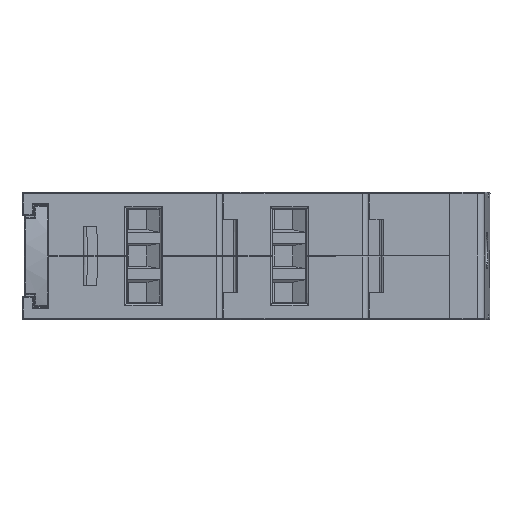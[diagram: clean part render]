
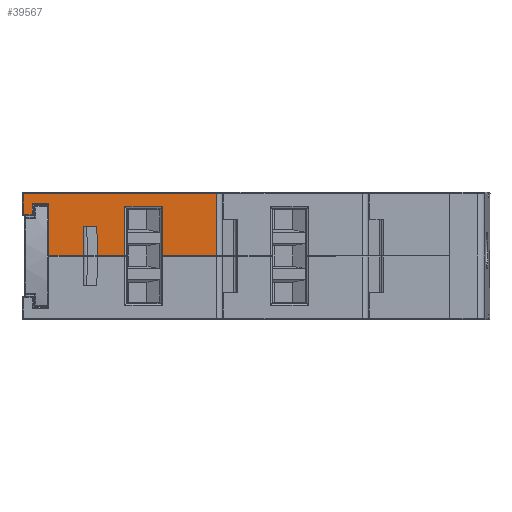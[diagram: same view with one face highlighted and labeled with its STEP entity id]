
A CAD part, front view. The second image highlights one B-rep face of the part: STEP entity #39567.
In plain terms, the highlighted planar face has unit normal (0, -1, 0).
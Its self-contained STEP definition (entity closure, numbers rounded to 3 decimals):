
#294 = ORIENTED_EDGE ( 'NONE', *, *, #86486, .T. ) ;
#717 = VECTOR ( 'NONE', #10219, 1000. ) ;
#2697 = ORIENTED_EDGE ( 'NONE', *, *, #74066, .T. ) ;
#3604 = LINE ( 'NONE', #32681, #109725 ) ;
#6169 = CARTESIAN_POINT ( 'NONE',  ( 14.156, -58.236, -0.725 ) ) ;
#6288 = VERTEX_POINT ( 'NONE', #71653 ) ;
#7454 = VECTOR ( 'NONE', #53862, 1000. ) ;
#8306 = DIRECTION ( 'NONE',  ( 1., 0., 0. ) ) ;
#8448 = CARTESIAN_POINT ( 'NONE',  ( 20.698, -58.236, 7.874 ) ) ;
#8855 = LINE ( 'NONE', #33168, #23670 ) ;
#10182 = DIRECTION ( 'NONE',  ( -1., 0., 0. ) ) ;
#10219 = DIRECTION ( 'NONE',  ( 0., 0., 1. ) ) ;
#10539 = VECTOR ( 'NONE', #74069, 1000. ) ;
#11411 = VERTEX_POINT ( 'NONE', #58576 ) ;
#13306 = VECTOR ( 'NONE', #84867, 1000. ) ;
#13653 = EDGE_CURVE ( 'NONE', #47096, #78284, #28336, .T. ) ;
#14355 = CARTESIAN_POINT ( 'NONE',  ( 18.916, -58.236, 8.191 ) ) ;
#15114 = CARTESIAN_POINT ( 'NONE',  ( 14.156, -58.236, 6.475 ) ) ;
#17440 = CARTESIAN_POINT ( 'NONE',  ( 37.956, -58.236, -0.725 ) ) ;
#17480 = VECTOR ( 'NONE', #19958, 1000. ) ;
#18536 = EDGE_CURVE ( 'NONE', #6288, #39084, #27639, .T. ) ;
#18961 = CARTESIAN_POINT ( 'NONE',  ( 37.156, -58.236, 8.025 ) ) ;
#19958 = DIRECTION ( 'NONE',  ( 1., 0., 0. ) ) ;
#20311 = ORIENTED_EDGE ( 'NONE', *, *, #82094, .T. ) ;
#23670 = VECTOR ( 'NONE', #8306, 1000. ) ;
#23704 = VERTEX_POINT ( 'NONE', #56693 ) ;
#23917 = LINE ( 'NONE', #8448, #81746 ) ;
#24316 = VERTEX_POINT ( 'NONE', #15114 ) ;
#24836 = DIRECTION ( 'NONE',  ( 0., 0., -1. ) ) ;
#25419 = LINE ( 'NONE', #67122, #13306 ) ;
#25558 = CARTESIAN_POINT ( 'NONE',  ( 18.838, -58.236, -0.725 ) ) ;
#25996 = CARTESIAN_POINT ( 'NONE',  ( 10.656, -58.236, 8.025 ) ) ;
#26712 = DIRECTION ( 'NONE',  ( 1., 0., 0. ) ) ;
#27560 = CARTESIAN_POINT ( 'NONE',  ( 11.856, -58.236, 8.025 ) ) ;
#27639 = LINE ( 'NONE', #42251, #108171 ) ;
#28336 = LINE ( 'NONE', #17440, #56514 ) ;
#29703 = CARTESIAN_POINT ( 'NONE',  ( 18.873, -58.236, 3.275 ) ) ;
#29913 = DIRECTION ( 'NONE',  ( -1., 0., 0. ) ) ;
#30459 = ORIENTED_EDGE ( 'NONE', *, *, #71275, .T. ) ;
#30549 = LINE ( 'NONE', #52569, #60138 ) ;
#32232 = ORIENTED_EDGE ( 'NONE', *, *, #94698, .T. ) ;
#32346 = VECTOR ( 'NONE', #107075, 1000. ) ;
#32681 = CARTESIAN_POINT ( 'NONE',  ( 37.956, -58.236, 6.475 ) ) ;
#33168 = CARTESIAN_POINT ( 'NONE',  ( 37.956, -58.236, -0.725 ) ) ;
#34190 = LINE ( 'NONE', #25996, #77155 ) ;
#34454 = CARTESIAN_POINT ( 'NONE',  ( 37.956, -58.236, 7.825 ) ) ;
#34558 = VERTEX_POINT ( 'NONE', #107364 ) ;
#34923 = ORIENTED_EDGE ( 'NONE', *, *, #13653, .T. ) ;
#35751 = VERTEX_POINT ( 'NONE', #64117 ) ;
#36857 = CARTESIAN_POINT ( 'NONE',  ( 24.572, -58.236, 6.008 ) ) ;
#38612 = CARTESIAN_POINT ( 'NONE',  ( 37.956, -58.236, 3.275 ) ) ;
#39084 = VERTEX_POINT ( 'NONE', #98206 ) ;
#39567 = ADVANCED_FACE ( 'NONE', ( #98085 ), #68059, .F. ) ;
#40283 = CARTESIAN_POINT ( 'NONE',  ( 37.156, -58.236, -0.725 ) ) ;
#42251 = CARTESIAN_POINT ( 'NONE',  ( 37.956, -58.236, 4.975 ) ) ;
#43600 = LINE ( 'NONE', #34454, #79231 ) ;
#45076 = EDGE_CURVE ( 'NONE', #100260, #100322, #49790, .T. ) ;
#45790 = LINE ( 'NONE', #51497, #17480 ) ;
#46755 = ORIENTED_EDGE ( 'NONE', *, *, #52716, .F. ) ;
#46957 = AXIS2_PLACEMENT_3D ( 'NONE', #62048, #95883, #10182 ) ;
#47096 = VERTEX_POINT ( 'NONE', #6169 ) ;
#49790 = LINE ( 'NONE', #71409, #32346 ) ;
#50793 = DIRECTION ( 'NONE',  ( 1., 0., 0. ) ) ;
#51497 = CARTESIAN_POINT ( 'NONE',  ( 37.956, -58.236, -0.725 ) ) ;
#51662 = DIRECTION ( 'NONE',  ( -0.009, 0., 1. ) ) ;
#52569 = CARTESIAN_POINT ( 'NONE',  ( 37.956, -58.236, 6.008 ) ) ;
#52716 = EDGE_CURVE ( 'NONE', #91860, #78284, #58947, .T. ) ;
#53862 = DIRECTION ( 'NONE',  ( 0., 0., 1. ) ) ;
#56514 = VECTOR ( 'NONE', #77554, 1000. ) ;
#56693 = CARTESIAN_POINT ( 'NONE',  ( 20.738, -58.236, 3.275 ) ) ;
#58576 = CARTESIAN_POINT ( 'NONE',  ( 29.739, -58.236, 6.008 ) ) ;
#58947 = LINE ( 'NONE', #14355, #10539 ) ;
#59511 = EDGE_CURVE ( 'NONE', #11411, #35751, #25419, .T. ) ;
#60138 = VECTOR ( 'NONE', #26712, 1000. ) ;
#62048 = CARTESIAN_POINT ( 'NONE',  ( 37.956, -58.236, 8.025 ) ) ;
#64117 = CARTESIAN_POINT ( 'NONE',  ( 29.739, -58.236, -0.725 ) ) ;
#64885 = EDGE_CURVE ( 'NONE', #34558, #100260, #8855, .T. ) ;
#65366 = LINE ( 'NONE', #38612, #76108 ) ;
#66014 = ORIENTED_EDGE ( 'NONE', *, *, #18536, .T. ) ;
#67122 = CARTESIAN_POINT ( 'NONE',  ( 29.739, -58.236, 8.025 ) ) ;
#67217 = DIRECTION ( 'NONE',  ( 1., 0., 0. ) ) ;
#68059 = PLANE ( 'NONE',  #46957 ) ;
#69535 = EDGE_LOOP ( 'NONE', ( #86349, #20311, #87049, #294, #66014, #32232, #80377, #30459, #34923, #46755, #90404, #80407, #88316, #110751, #2697, #108779 ) ) ;
#71275 = EDGE_CURVE ( 'NONE', #24316, #47096, #77974, .T. ) ;
#71409 = CARTESIAN_POINT ( 'NONE',  ( 24.572, -58.236, 8.025 ) ) ;
#71653 = CARTESIAN_POINT ( 'NONE',  ( 10.656, -58.236, 4.975 ) ) ;
#72764 = CARTESIAN_POINT ( 'NONE',  ( 37.156, -58.236, 7.825 ) ) ;
#74045 = EDGE_CURVE ( 'NONE', #98250, #24316, #3604, .T. ) ;
#74066 = EDGE_CURVE ( 'NONE', #100322, #11411, #30549, .T. ) ;
#74069 = DIRECTION ( 'NONE',  ( -0.009, 0., -1. ) ) ;
#76108 = VECTOR ( 'NONE', #29913, 1000. ) ;
#77155 = VECTOR ( 'NONE', #94748, 1000. ) ;
#77554 = DIRECTION ( 'NONE',  ( 1., 0., 0. ) ) ;
#77974 = LINE ( 'NONE', #93232, #79303 ) ;
#78284 = VERTEX_POINT ( 'NONE', #25558 ) ;
#79231 = VECTOR ( 'NONE', #86690, 1000. ) ;
#79303 = VECTOR ( 'NONE', #24836, 1000. ) ;
#80055 = LINE ( 'NONE', #18961, #7454 ) ;
#80377 = ORIENTED_EDGE ( 'NONE', *, *, #74045, .T. ) ;
#80407 = ORIENTED_EDGE ( 'NONE', *, *, #110766, .F. ) ;
#80506 = CARTESIAN_POINT ( 'NONE',  ( 11.856, -58.236, 6.475 ) ) ;
#81158 = CARTESIAN_POINT ( 'NONE',  ( 10.656, -58.236, 7.825 ) ) ;
#81746 = VECTOR ( 'NONE', #51662, 1000. ) ;
#82094 = EDGE_CURVE ( 'NONE', #109924, #110530, #80055, .T. ) ;
#82587 = VERTEX_POINT ( 'NONE', #81158 ) ;
#84867 = DIRECTION ( 'NONE',  ( 0., 0., -1. ) ) ;
#86162 = EDGE_CURVE ( 'NONE', #23704, #91860, #65366, .T. ) ;
#86349 = ORIENTED_EDGE ( 'NONE', *, *, #101094, .T. ) ;
#86486 = EDGE_CURVE ( 'NONE', #82587, #6288, #34190, .T. ) ;
#86690 = DIRECTION ( 'NONE',  ( -1., 0., 0. ) ) ;
#87049 = ORIENTED_EDGE ( 'NONE', *, *, #110289, .T. ) ;
#87222 = CARTESIAN_POINT ( 'NONE',  ( 24.572, -58.236, -0.725 ) ) ;
#88316 = ORIENTED_EDGE ( 'NONE', *, *, #64885, .T. ) ;
#90404 = ORIENTED_EDGE ( 'NONE', *, *, #86162, .F. ) ;
#91860 = VERTEX_POINT ( 'NONE', #29703 ) ;
#93232 = CARTESIAN_POINT ( 'NONE',  ( 14.156, -58.236, 8.025 ) ) ;
#94698 = EDGE_CURVE ( 'NONE', #39084, #98250, #106867, .T. ) ;
#94748 = DIRECTION ( 'NONE',  ( 0., 0., -1. ) ) ;
#95883 = DIRECTION ( 'NONE',  ( 0., 1., 0. ) ) ;
#98085 = FACE_OUTER_BOUND ( 'NONE', #69535, .T. ) ;
#98206 = CARTESIAN_POINT ( 'NONE',  ( 11.856, -58.236, 4.975 ) ) ;
#98250 = VERTEX_POINT ( 'NONE', #80506 ) ;
#100260 = VERTEX_POINT ( 'NONE', #87222 ) ;
#100322 = VERTEX_POINT ( 'NONE', #36857 ) ;
#101094 = EDGE_CURVE ( 'NONE', #35751, #109924, #45790, .T. ) ;
#106867 = LINE ( 'NONE', #27560, #717 ) ;
#107075 = DIRECTION ( 'NONE',  ( 0., 0., 1. ) ) ;
#107364 = CARTESIAN_POINT ( 'NONE',  ( 20.773, -58.236, -0.725 ) ) ;
#108171 = VECTOR ( 'NONE', #50793, 1000. ) ;
#108779 = ORIENTED_EDGE ( 'NONE', *, *, #59511, .T. ) ;
#109725 = VECTOR ( 'NONE', #67217, 1000. ) ;
#109924 = VERTEX_POINT ( 'NONE', #40283 ) ;
#110289 = EDGE_CURVE ( 'NONE', #110530, #82587, #43600, .T. ) ;
#110530 = VERTEX_POINT ( 'NONE', #72764 ) ;
#110751 = ORIENTED_EDGE ( 'NONE', *, *, #45076, .T. ) ;
#110766 = EDGE_CURVE ( 'NONE', #34558, #23704, #23917, .T. ) ;
